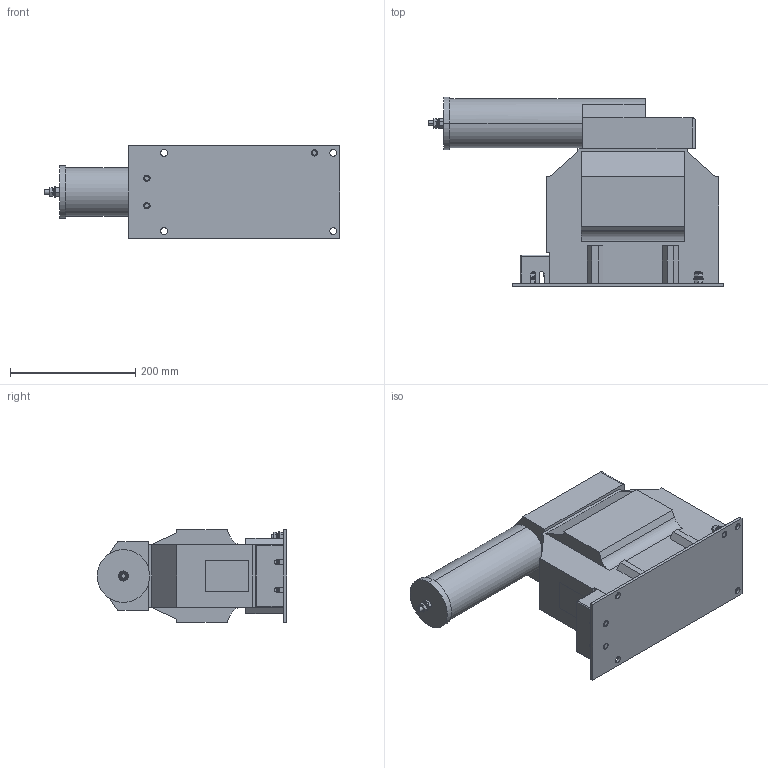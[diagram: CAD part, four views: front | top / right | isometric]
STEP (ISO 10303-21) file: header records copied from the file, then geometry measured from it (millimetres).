
FILE_DESCRIPTION (( 'STEP AP214' ), '1' );
FILE_NAME ('ﾍﾈﾎﾋ-ﾑﾒ-3-ﾌﾏ_ﾍﾈﾎﾋ-ﾑﾒ-6-ﾌﾏ_ﾍﾈﾎﾋ-ﾑﾒ-10-ﾌﾏ.STEP', '2023-08-10T18:13:00', ( '' ), ( '' ), 'SwSTEP 2.0', 'SolidWorks 2019', '' );
FILE_SCHEMA (( 'AUTOMOTIVE_DESIGN' ));
Length unit declared in the file: millimetre
Products named in the file (1): ﾍﾈﾎﾋ-ﾑﾒ-3-ﾌﾏ_ﾍﾈﾎﾋ-ﾑﾒ-6-ﾌﾏ_ﾍﾈﾎﾋ-ﾑﾒ-10-ﾌﾏ
Bounding box: 471 x 303.1 x 148 mm (x, y, z)
Volume: 9002615.6 mm3; surface area: 412908.3 mm2
Topology: 33 solids, 33 shells, 883 faces, 2266 edges, 1478 vertices
Faces by surface type: plane 489, cylinder 175, cone 127, bspline 72, torus 14, sphere 6
Entity records: 40460 total; most frequent: CARTESIAN_POINT 9361, ORIENTED_EDGE 4520, DIRECTION 4096, EDGE_CURVE 2260, VERTEX_POINT 1478, AXIS2_PLACEMENT_3D 1432, VECTOR 1232, LINE 1232
